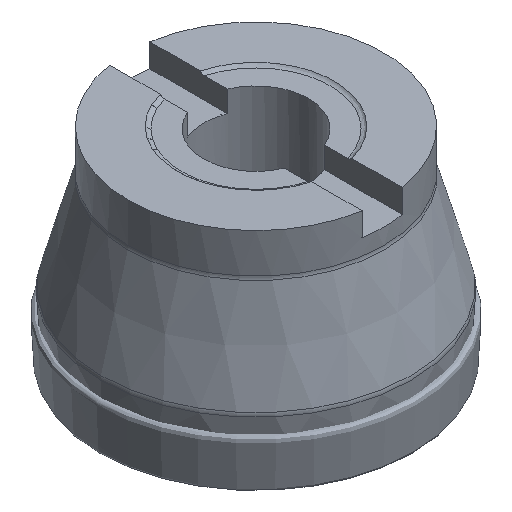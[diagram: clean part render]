
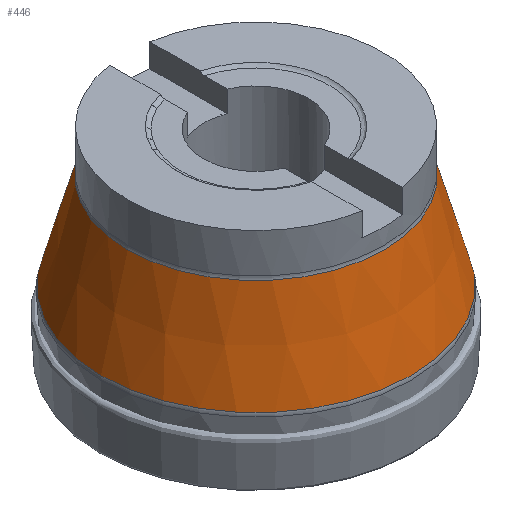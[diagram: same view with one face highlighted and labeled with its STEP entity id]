
A CAD part, isometric view. The second image highlights one B-rep face of the part: STEP entity #446.
In plain terms, the highlighted conical face has half-angle 15.645 degrees and reference radius 31 mm.
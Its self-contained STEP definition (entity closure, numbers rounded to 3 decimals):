
#92=CONICAL_SURFACE('',#759,31.,15.645);
#137=EDGE_LOOP('',(#251));
#138=EDGE_LOOP('',(#252));
#251=ORIENTED_EDGE('',*,*,#371,.T.);
#252=ORIENTED_EDGE('',*,*,#372,.T.);
#371=EDGE_CURVE('',#541,#541,#417,.T.);
#372=EDGE_CURVE('',#542,#542,#418,.T.);
#417=CIRCLE('',#757,37.599);
#418=CIRCLE('',#758,31.111);
#446=ADVANCED_FACE('',(#488,#489),#92,.T.);
#488=FACE_BOUND('',#137,.T.);
#489=FACE_BOUND('',#138,.T.);
#541=VERTEX_POINT('',#1152);
#542=VERTEX_POINT('',#1154);
#757=AXIS2_PLACEMENT_3D('',#1151,#900,#901);
#758=AXIS2_PLACEMENT_3D('',#1153,#902,#903);
#759=AXIS2_PLACEMENT_3D('',#1155,#904,#905);
#900=DIRECTION('',(0.,0.,1.));
#901=DIRECTION('',(-1.,0.,0.));
#902=DIRECTION('',(0.,0.,-1.));
#903=DIRECTION('',(1.,0.,0.));
#904=DIRECTION('',(0.,0.,-1.));
#905=DIRECTION('',(1.,0.,0.));
#1151=CARTESIAN_POINT('',(0.,0.,-33.562));
#1152=CARTESIAN_POINT('',(-37.599,0.,-33.562));
#1153=CARTESIAN_POINT('',(0.,0.,-10.397));
#1154=CARTESIAN_POINT('',(31.111,0.,-10.397));
#1155=CARTESIAN_POINT('',(0.,0.,-10.));
